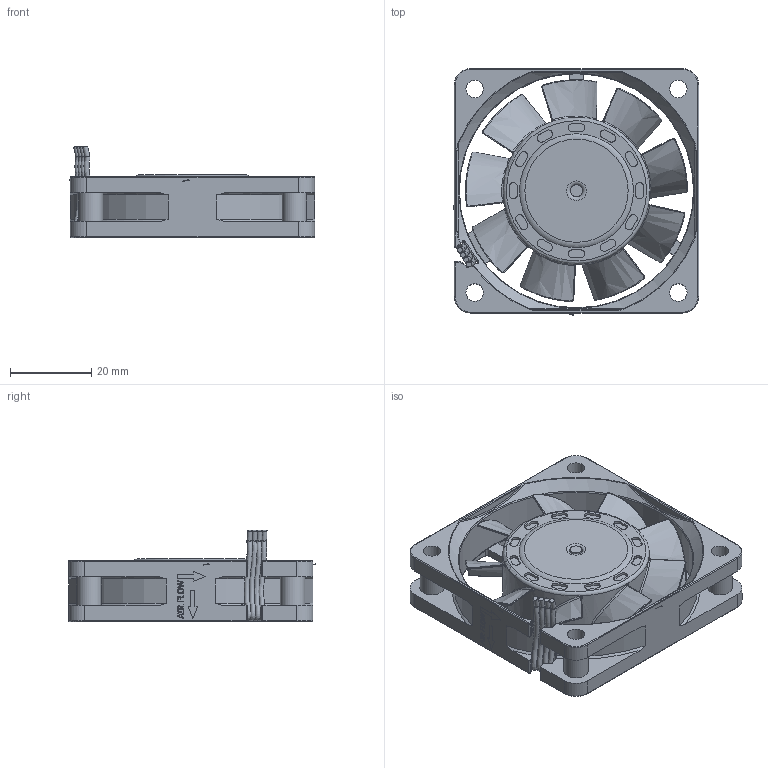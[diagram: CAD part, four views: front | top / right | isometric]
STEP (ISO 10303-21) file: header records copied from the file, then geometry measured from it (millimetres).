
FILE_DESCRIPTION((''),'2;1');
FILE_NAME('109P0624H701 Sanyo Denki.stp','2014-03-05T12:01:32',('MHerrwerth'),(''),'Autodesk Inventor 2013','Autodesk Inventor 2013','');
FILE_SCHEMA(('AUTOMOTIVE_DESIGN { 1 0 10303 214 1 1 1 1 }'));
Length unit declared in the file: millimetre
Products named in the file (1): 109P0624H701 Sanyo Denki
Bounding box: 60.3 x 60.61 x 22.56 mm (x, y, z)
Volume: 25160.7 mm3; surface area: 17528.8 mm2
Topology: 1 solids, 1 shells, 816 faces, 2020 edges, 1254 vertices
Faces by surface type: bspline 400, plane 241, cylinder 121, torus 39, cone 14, sphere 1
Full cylindrical faces by diameter (mm): 2.9 x4, 3 x1, 4.3 x4, 6 x4, 32 x1, 36 x1, 57.5 x1
Entity records: 33189 total; most frequent: CARTESIAN_POINT 15994, ORIENTED_EDGE 3960, DIRECTION 2603, EDGE_CURVE 1980, VERTEX_POINT 1246, AXIS2_PLACEMENT_3D 941, EDGE_LOOP 920, FACE_OUTER_BOUND 816
